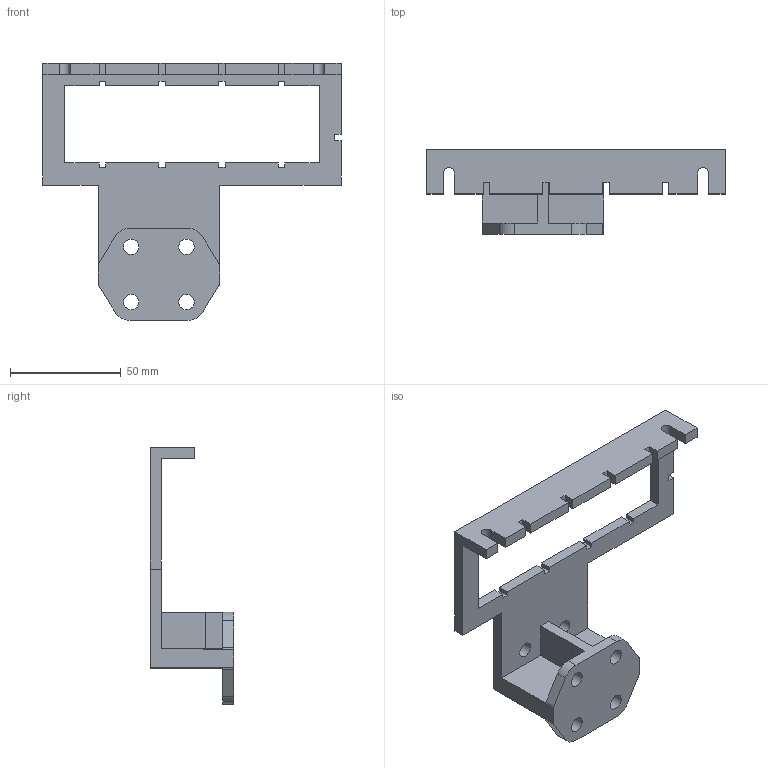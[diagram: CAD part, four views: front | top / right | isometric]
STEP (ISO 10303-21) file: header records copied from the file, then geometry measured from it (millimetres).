
FILE_DESCRIPTION(/* description */ (''),/* implementation_level */ '2;1');
FILE_NAME(/* name */ 'DMD_board_left_support.step',/* time_stamp */ '2024-02-25T22:49:32+01:00',/* author */ (''),/* organization */ (''),/* preprocessor_version */ 'ST-DEVELOPER v20',/* originating_system */ 'Autodesk Translation Framework v12.20.1.177',/* authorisation */ '');
FILE_SCHEMA (('AUTOMOTIVE_DESIGN { 1 0 10303 214 3 1 1 }'));
Length unit declared in the file: millimetre
Products named in the file (1): DMD_board_left_support
Bounding box: 135 x 38 x 116.3 mm (x, y, z)
Volume: 63110.4 mm3; surface area: 28199.7 mm2
Topology: 1 solids, 1 shells, 107 faces, 315 edges, 210 vertices
Faces by surface type: plane 89, cylinder 16, bspline 2
Full cylindrical faces by diameter (mm): 7 x6
Entity records: 3628 total; most frequent: CARTESIAN_POINT 689, ORIENTED_EDGE 630, DIRECTION 559, EDGE_CURVE 315, LINE 275, VECTOR 275, VERTEX_POINT 210, AXIS2_PLACEMENT_3D 142
